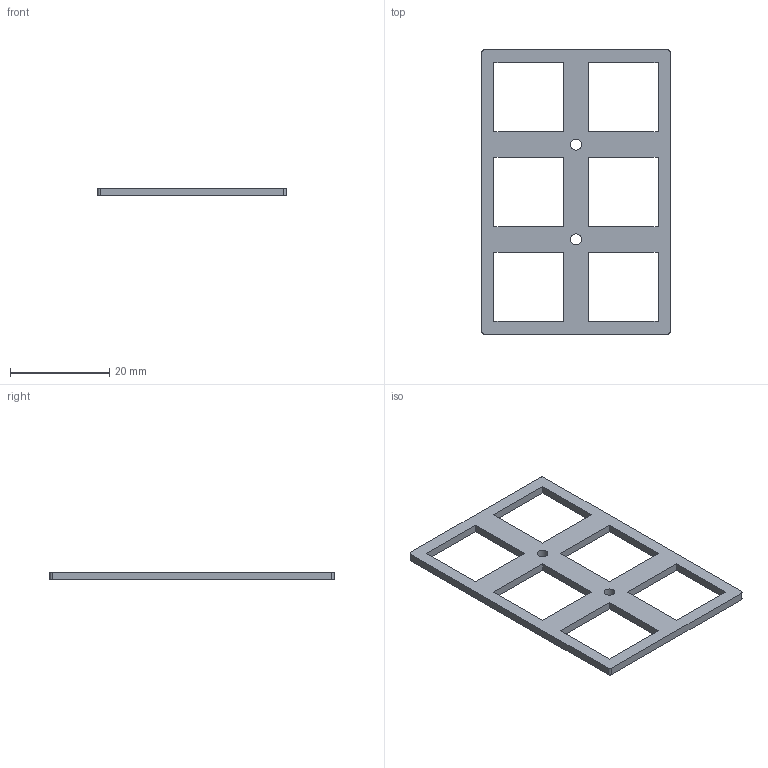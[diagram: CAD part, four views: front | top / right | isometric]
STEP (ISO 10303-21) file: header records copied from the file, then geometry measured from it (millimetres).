
FILE_DESCRIPTION(/* description */ (''),/* implementation_level */ '2;1');
FILE_NAME(/* name */ 'plate.step',/* time_stamp */ '2023-07-24T10:05:26+08:00',/* author */ (''),/* organization */ (''),/* preprocessor_version */ 'ST-DEVELOPER v19.2',/* originating_system */ 'Autodesk Translation Framework v12.6.0.85',/* authorisation */ '');
FILE_SCHEMA (('AUTOMOTIVE_DESIGN { 1 0 10303 214 3 1 1 }'));
Length unit declared in the file: millimetre
Products named in the file (1): 定位板 (3)
Bounding box: 37.9 x 57.15 x 1.6 mm (x, y, z)
Volume: 1584.9 mm3; surface area: 2841.7 mm2
Topology: 1 solids, 1 shells, 36 faces, 102 edges, 68 vertices
Faces by surface type: plane 30, cylinder 6
Full cylindrical faces by diameter (mm): 2.2 x2
Entity records: 1230 total; most frequent: CARTESIAN_POINT 207, ORIENTED_EDGE 204, DIRECTION 188, EDGE_CURVE 102, LINE 90, VECTOR 90, VERTEX_POINT 68, EDGE_LOOP 52
